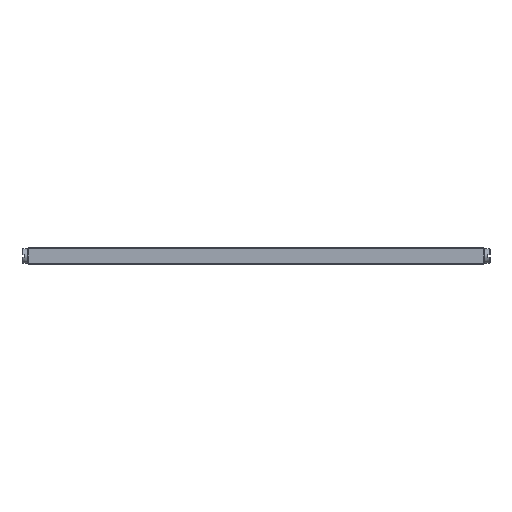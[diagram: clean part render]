
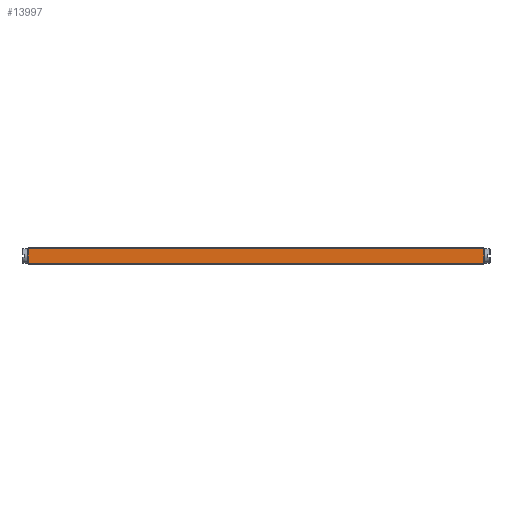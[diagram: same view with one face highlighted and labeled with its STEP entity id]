
A CAD part, front view. The second image highlights one B-rep face of the part: STEP entity #13997.
In plain terms, the highlighted planar face has unit normal (0, -1, 0).
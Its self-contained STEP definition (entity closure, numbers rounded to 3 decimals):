
#10852=FACE_OUTER_BOUND('',#24025,.T.);
#13997=ADVANCED_FACE('',(#10852),#17647,.T.);
#17647=PLANE('',#72979);
#24025=EDGE_LOOP('',(#28654,#28655,#28656,#28657));
#28654=ORIENTED_EDGE('',*,*,#52498,.T.);
#28655=ORIENTED_EDGE('',*,*,#52499,.T.);
#28656=ORIENTED_EDGE('',*,*,#52500,.T.);
#28657=ORIENTED_EDGE('',*,*,#52501,.T.);
#46518=VERTEX_POINT('',#96204);
#46519=VERTEX_POINT('',#96205);
#46520=VERTEX_POINT('',#96207);
#46521=VERTEX_POINT('',#96209);
#52498=EDGE_CURVE('',#46518,#46519,#61343,.T.);
#52499=EDGE_CURVE('',#46519,#46520,#61344,.T.);
#52500=EDGE_CURVE('',#46520,#46521,#61345,.T.);
#52501=EDGE_CURVE('',#46521,#46518,#61346,.T.);
#61343=LINE('',#96203,#67239);
#61344=LINE('',#96206,#67240);
#61345=LINE('',#96208,#67241);
#61346=LINE('',#96210,#67242);
#67239=VECTOR('',#78694,1.);
#67240=VECTOR('',#78695,1.);
#67241=VECTOR('',#78696,1.);
#67242=VECTOR('',#78697,1.);
#72979=AXIS2_PLACEMENT_3D('',#96211,#78698,#78699);
#78694=DIRECTION('',(-1.,0.,0.));
#78695=DIRECTION('',(0.,0.,-1.));
#78696=DIRECTION('',(1.,0.,0.));
#78697=DIRECTION('',(0.,0.,1.));
#78698=DIRECTION('',(0.,-1.,0.));
#78699=DIRECTION('',(0.,0.,1.));
#96203=CARTESIAN_POINT('',(82.5,-3.95,5.65));
#96204=CARTESIAN_POINT('',(164.725,-3.95,5.65));
#96205=CARTESIAN_POINT('',(0.275,-3.95,5.65));
#96206=CARTESIAN_POINT('',(0.275,-3.95,-0.05));
#96207=CARTESIAN_POINT('',(0.275,-3.95,0.25));
#96208=CARTESIAN_POINT('',(82.5,-3.95,0.25));
#96209=CARTESIAN_POINT('',(164.725,-3.95,0.25));
#96210=CARTESIAN_POINT('',(164.725,-3.95,-0.05));
#96211=CARTESIAN_POINT('',(82.5,-3.95,-0.05));
